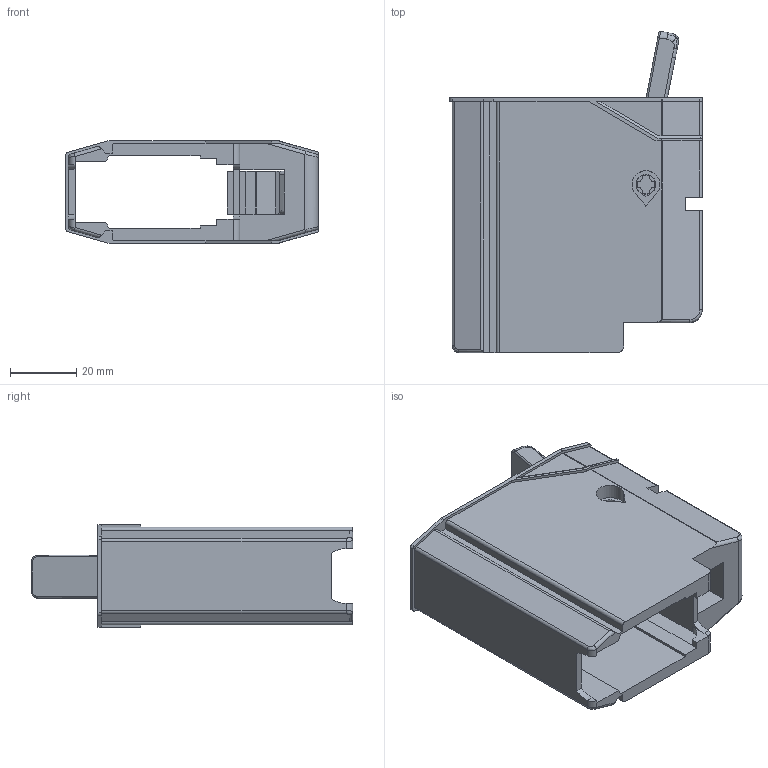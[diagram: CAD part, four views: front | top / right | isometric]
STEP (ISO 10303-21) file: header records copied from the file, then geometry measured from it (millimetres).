
FILE_DESCRIPTION(/* description */ (''),/* implementation_level */ '2;1');
FILE_NAME(/* name */ 'UltraAmpMag v12.step',/* time_stamp */ '2021-02-10T15:18:08-08:00',/* author */ (''),/* organization */ (''),/* preprocessor_version */ 'ST-DEVELOPER v18.1',/* originating_system */ 'Autodesk Translation Framework v9.7.1.1290',/* authorisation */ '');
FILE_SCHEMA (('AUTOMOTIVE_DESIGN { 1 0 10303 214 3 1 1 }'));
Length unit declared in the file: millimetre
Products named in the file (4): UltraAmpMag; MagRelease; Nub; Magwell
Assembly tree (3 placements, depth 2):
  UltraAmpMag
    MagRelease
    Nub
    Magwell
Bounding box: 76.3 x 97.15 x 31.1 mm (x, y, z)
Volume: 70846.9 mm3; surface area: 34900 mm2
Topology: 3 solids, 3 shells, 215 faces, 596 edges, 388 vertices
Faces by surface type: plane 131, cylinder 59, bspline 19, cone 4, torus 2
Full cylindrical faces by diameter (mm): 5.7 x1, 6 x1, 8 x1, 8.5 x1
Entity records: 8454 total; most frequent: CARTESIAN_POINT 2811, ORIENTED_EDGE 1192, DIRECTION 1102, EDGE_CURVE 596, LINE 424, VECTOR 424, VERTEX_POINT 388, AXIS2_PLACEMENT_3D 339
